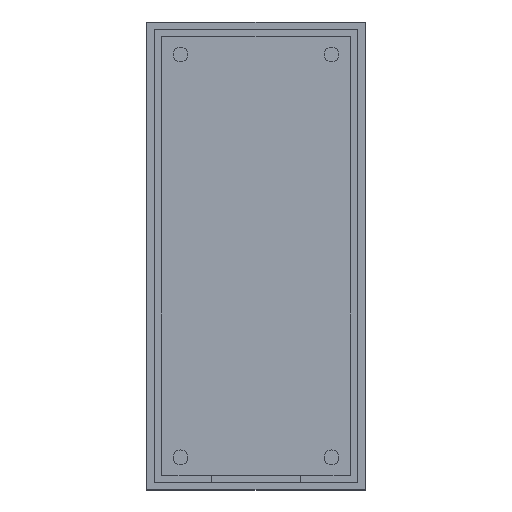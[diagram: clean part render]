
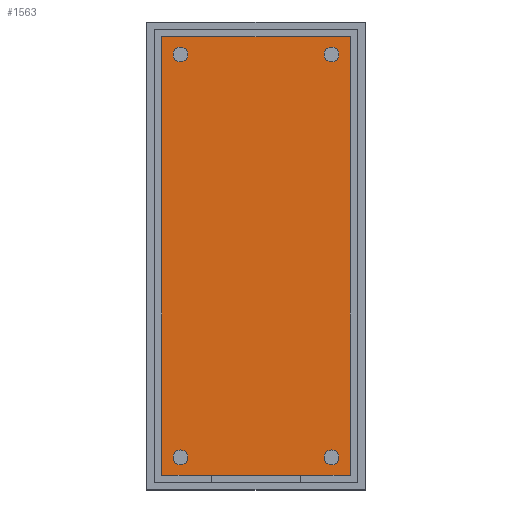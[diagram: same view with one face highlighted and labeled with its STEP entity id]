
A CAD part, top view. The second image highlights one B-rep face of the part: STEP entity #1563.
In plain terms, the highlighted planar face has unit normal (0, 0, 1).
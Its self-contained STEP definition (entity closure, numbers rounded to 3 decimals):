
#1093 = PLANE('',#1094);
#1094 = AXIS2_PLACEMENT_3D('',#1095,#1096,#1097);
#1095 = CARTESIAN_POINT('',(-9.5,-22.1,0.));
#1096 = DIRECTION('',(0.,-1.,0.));
#1097 = DIRECTION('',(1.,0.,0.));
#1121 = PLANE('',#1122);
#1122 = AXIS2_PLACEMENT_3D('',#1123,#1124,#1125);
#1123 = CARTESIAN_POINT('',(-9.5,22.1,0.));
#1124 = DIRECTION('',(-1.,0.,0.));
#1125 = DIRECTION('',(0.,-1.,0.));
#1149 = PLANE('',#1150);
#1150 = AXIS2_PLACEMENT_3D('',#1151,#1152,#1153);
#1151 = CARTESIAN_POINT('',(9.5,22.1,0.));
#1152 = DIRECTION('',(0.,1.,0.));
#1153 = DIRECTION('',(-1.,0.,0.));
#1177 = PLANE('',#1178);
#1178 = AXIS2_PLACEMENT_3D('',#1179,#1180,#1181);
#1179 = CARTESIAN_POINT('',(9.5,-22.1,0.));
#1180 = DIRECTION('',(1.,0.,0.));
#1181 = DIRECTION('',(0.,1.,0.));
#1364 = VERTEX_POINT('',#1365);
#1365 = CARTESIAN_POINT('',(-9.5,-22.1,-2.));
#1386 = EDGE_CURVE('',#1364,#1387,#1389,.T.);
#1387 = VERTEX_POINT('',#1388);
#1388 = CARTESIAN_POINT('',(9.5,-22.1,-2.));
#1389 = SURFACE_CURVE('',#1390,(#1394,#1401),.PCURVE_S1.);
#1390 = LINE('',#1391,#1392);
#1391 = CARTESIAN_POINT('',(-9.5,-22.1,-2.));
#1392 = VECTOR('',#1393,1.);
#1393 = DIRECTION('',(1.,0.,0.));
#1394 = PCURVE('',#1093,#1395);
#1395 = DEFINITIONAL_REPRESENTATION('',(#1396),#1400);
#1396 = LINE('',#1397,#1398);
#1397 = CARTESIAN_POINT('',(0.,-2.));
#1398 = VECTOR('',#1399,1.);
#1399 = DIRECTION('',(1.,0.));
#1400 = ( GEOMETRIC_REPRESENTATION_CONTEXT(2) 
PARAMETRIC_REPRESENTATION_CONTEXT() REPRESENTATION_CONTEXT('2D SPACE',''
  ) );
#1401 = PCURVE('',#1402,#1407);
#1402 = PLANE('',#1403);
#1403 = AXIS2_PLACEMENT_3D('',#1404,#1405,#1406);
#1404 = CARTESIAN_POINT('',(0.,0.,-2.));
#1405 = DIRECTION('',(0.,0.,1.));
#1406 = DIRECTION('',(1.,0.,0.));
#1407 = DEFINITIONAL_REPRESENTATION('',(#1408),#1412);
#1408 = LINE('',#1409,#1410);
#1409 = CARTESIAN_POINT('',(-9.5,-22.1));
#1410 = VECTOR('',#1411,1.);
#1411 = DIRECTION('',(1.,0.));
#1412 = ( GEOMETRIC_REPRESENTATION_CONTEXT(2) 
PARAMETRIC_REPRESENTATION_CONTEXT() REPRESENTATION_CONTEXT('2D SPACE',''
  ) );
#1443 = EDGE_CURVE('',#1387,#1444,#1446,.T.);
#1444 = VERTEX_POINT('',#1445);
#1445 = CARTESIAN_POINT('',(9.5,22.1,-2.));
#1446 = SURFACE_CURVE('',#1447,(#1451,#1458),.PCURVE_S1.);
#1447 = LINE('',#1448,#1449);
#1448 = CARTESIAN_POINT('',(9.5,-22.1,-2.));
#1449 = VECTOR('',#1450,1.);
#1450 = DIRECTION('',(0.,1.,0.));
#1451 = PCURVE('',#1177,#1452);
#1452 = DEFINITIONAL_REPRESENTATION('',(#1453),#1457);
#1453 = LINE('',#1454,#1455);
#1454 = CARTESIAN_POINT('',(0.,-2.));
#1455 = VECTOR('',#1456,1.);
#1456 = DIRECTION('',(1.,0.));
#1457 = ( GEOMETRIC_REPRESENTATION_CONTEXT(2) 
PARAMETRIC_REPRESENTATION_CONTEXT() REPRESENTATION_CONTEXT('2D SPACE',''
  ) );
#1458 = PCURVE('',#1402,#1459);
#1459 = DEFINITIONAL_REPRESENTATION('',(#1460),#1464);
#1460 = LINE('',#1461,#1462);
#1461 = CARTESIAN_POINT('',(9.5,-22.1));
#1462 = VECTOR('',#1463,1.);
#1463 = DIRECTION('',(0.,1.));
#1464 = ( GEOMETRIC_REPRESENTATION_CONTEXT(2) 
PARAMETRIC_REPRESENTATION_CONTEXT() REPRESENTATION_CONTEXT('2D SPACE',''
  ) );
#1492 = EDGE_CURVE('',#1444,#1493,#1495,.T.);
#1493 = VERTEX_POINT('',#1494);
#1494 = CARTESIAN_POINT('',(-9.5,22.1,-2.));
#1495 = SURFACE_CURVE('',#1496,(#1500,#1507),.PCURVE_S1.);
#1496 = LINE('',#1497,#1498);
#1497 = CARTESIAN_POINT('',(9.5,22.1,-2.));
#1498 = VECTOR('',#1499,1.);
#1499 = DIRECTION('',(-1.,0.,0.));
#1500 = PCURVE('',#1149,#1501);
#1501 = DEFINITIONAL_REPRESENTATION('',(#1502),#1506);
#1502 = LINE('',#1503,#1504);
#1503 = CARTESIAN_POINT('',(0.,-2.));
#1504 = VECTOR('',#1505,1.);
#1505 = DIRECTION('',(1.,0.));
#1506 = ( GEOMETRIC_REPRESENTATION_CONTEXT(2) 
PARAMETRIC_REPRESENTATION_CONTEXT() REPRESENTATION_CONTEXT('2D SPACE',''
  ) );
#1507 = PCURVE('',#1402,#1508);
#1508 = DEFINITIONAL_REPRESENTATION('',(#1509),#1513);
#1509 = LINE('',#1510,#1511);
#1510 = CARTESIAN_POINT('',(9.5,22.1));
#1511 = VECTOR('',#1512,1.);
#1512 = DIRECTION('',(-1.,0.));
#1513 = ( GEOMETRIC_REPRESENTATION_CONTEXT(2) 
PARAMETRIC_REPRESENTATION_CONTEXT() REPRESENTATION_CONTEXT('2D SPACE',''
  ) );
#1541 = EDGE_CURVE('',#1493,#1364,#1542,.T.);
#1542 = SURFACE_CURVE('',#1543,(#1547,#1554),.PCURVE_S1.);
#1543 = LINE('',#1544,#1545);
#1544 = CARTESIAN_POINT('',(-9.5,22.1,-2.));
#1545 = VECTOR('',#1546,1.);
#1546 = DIRECTION('',(0.,-1.,0.));
#1547 = PCURVE('',#1121,#1548);
#1548 = DEFINITIONAL_REPRESENTATION('',(#1549),#1553);
#1549 = LINE('',#1550,#1551);
#1550 = CARTESIAN_POINT('',(0.,-2.));
#1551 = VECTOR('',#1552,1.);
#1552 = DIRECTION('',(1.,0.));
#1553 = ( GEOMETRIC_REPRESENTATION_CONTEXT(2) 
PARAMETRIC_REPRESENTATION_CONTEXT() REPRESENTATION_CONTEXT('2D SPACE',''
  ) );
#1554 = PCURVE('',#1402,#1555);
#1555 = DEFINITIONAL_REPRESENTATION('',(#1556),#1560);
#1556 = LINE('',#1557,#1558);
#1557 = CARTESIAN_POINT('',(-9.5,22.1));
#1558 = VECTOR('',#1559,1.);
#1559 = DIRECTION('',(0.,-1.));
#1560 = ( GEOMETRIC_REPRESENTATION_CONTEXT(2) 
PARAMETRIC_REPRESENTATION_CONTEXT() REPRESENTATION_CONTEXT('2D SPACE',''
  ) );
#1563 = ADVANCED_FACE('',(#1564,#1570,#1601,#1632,#1663),#1402,.T.);
#1564 = FACE_BOUND('',#1565,.T.);
#1565 = EDGE_LOOP('',(#1566,#1567,#1568,#1569));
#1566 = ORIENTED_EDGE('',*,*,#1386,.T.);
#1567 = ORIENTED_EDGE('',*,*,#1443,.T.);
#1568 = ORIENTED_EDGE('',*,*,#1492,.T.);
#1569 = ORIENTED_EDGE('',*,*,#1541,.T.);
#1570 = FACE_BOUND('',#1571,.T.);
#1571 = EDGE_LOOP('',(#1572));
#1572 = ORIENTED_EDGE('',*,*,#1573,.F.);
#1573 = EDGE_CURVE('',#1574,#1574,#1576,.T.);
#1574 = VERTEX_POINT('',#1575);
#1575 = CARTESIAN_POINT('',(8.37,-20.32,-2.));
#1576 = SURFACE_CURVE('',#1577,(#1582,#1589),.PCURVE_S1.);
#1577 = CIRCLE('',#1578,0.75);
#1578 = AXIS2_PLACEMENT_3D('',#1579,#1580,#1581);
#1579 = CARTESIAN_POINT('',(7.62,-20.32,-2.));
#1580 = DIRECTION('',(0.,0.,1.));
#1581 = DIRECTION('',(1.,0.,0.));
#1582 = PCURVE('',#1402,#1583);
#1583 = DEFINITIONAL_REPRESENTATION('',(#1584),#1588);
#1584 = CIRCLE('',#1585,0.75);
#1585 = AXIS2_PLACEMENT_2D('',#1586,#1587);
#1586 = CARTESIAN_POINT('',(7.62,-20.32));
#1587 = DIRECTION('',(1.,0.));
#1588 = ( GEOMETRIC_REPRESENTATION_CONTEXT(2) 
PARAMETRIC_REPRESENTATION_CONTEXT() REPRESENTATION_CONTEXT('2D SPACE',''
  ) );
#1589 = PCURVE('',#1590,#1595);
#1590 = CYLINDRICAL_SURFACE('',#1591,0.75);
#1591 = AXIS2_PLACEMENT_3D('',#1592,#1593,#1594);
#1592 = CARTESIAN_POINT('',(7.62,-20.32,-2.));
#1593 = DIRECTION('',(0.,0.,-1.));
#1594 = DIRECTION('',(1.,0.,0.));
#1595 = DEFINITIONAL_REPRESENTATION('',(#1596),#1600);
#1596 = LINE('',#1597,#1598);
#1597 = CARTESIAN_POINT('',(0.,0.));
#1598 = VECTOR('',#1599,1.);
#1599 = DIRECTION('',(-1.,0.));
#1600 = ( GEOMETRIC_REPRESENTATION_CONTEXT(2) 
PARAMETRIC_REPRESENTATION_CONTEXT() REPRESENTATION_CONTEXT('2D SPACE',''
  ) );
#1601 = FACE_BOUND('',#1602,.T.);
#1602 = EDGE_LOOP('',(#1603));
#1603 = ORIENTED_EDGE('',*,*,#1604,.F.);
#1604 = EDGE_CURVE('',#1605,#1605,#1607,.T.);
#1605 = VERTEX_POINT('',#1606);
#1606 = CARTESIAN_POINT('',(-6.87,-20.32,-2.));
#1607 = SURFACE_CURVE('',#1608,(#1613,#1620),.PCURVE_S1.);
#1608 = CIRCLE('',#1609,0.75);
#1609 = AXIS2_PLACEMENT_3D('',#1610,#1611,#1612);
#1610 = CARTESIAN_POINT('',(-7.62,-20.32,-2.));
#1611 = DIRECTION('',(0.,0.,1.));
#1612 = DIRECTION('',(1.,0.,0.));
#1613 = PCURVE('',#1402,#1614);
#1614 = DEFINITIONAL_REPRESENTATION('',(#1615),#1619);
#1615 = CIRCLE('',#1616,0.75);
#1616 = AXIS2_PLACEMENT_2D('',#1617,#1618);
#1617 = CARTESIAN_POINT('',(-7.62,-20.32));
#1618 = DIRECTION('',(1.,0.));
#1619 = ( GEOMETRIC_REPRESENTATION_CONTEXT(2) 
PARAMETRIC_REPRESENTATION_CONTEXT() REPRESENTATION_CONTEXT('2D SPACE',''
  ) );
#1620 = PCURVE('',#1621,#1626);
#1621 = CYLINDRICAL_SURFACE('',#1622,0.75);
#1622 = AXIS2_PLACEMENT_3D('',#1623,#1624,#1625);
#1623 = CARTESIAN_POINT('',(-7.62,-20.32,-2.));
#1624 = DIRECTION('',(0.,0.,-1.));
#1625 = DIRECTION('',(1.,0.,0.));
#1626 = DEFINITIONAL_REPRESENTATION('',(#1627),#1631);
#1627 = LINE('',#1628,#1629);
#1628 = CARTESIAN_POINT('',(0.,0.));
#1629 = VECTOR('',#1630,1.);
#1630 = DIRECTION('',(-1.,0.));
#1631 = ( GEOMETRIC_REPRESENTATION_CONTEXT(2) 
PARAMETRIC_REPRESENTATION_CONTEXT() REPRESENTATION_CONTEXT('2D SPACE',''
  ) );
#1632 = FACE_BOUND('',#1633,.T.);
#1633 = EDGE_LOOP('',(#1634));
#1634 = ORIENTED_EDGE('',*,*,#1635,.F.);
#1635 = EDGE_CURVE('',#1636,#1636,#1638,.T.);
#1636 = VERTEX_POINT('',#1637);
#1637 = CARTESIAN_POINT('',(-6.87,20.32,-2.));
#1638 = SURFACE_CURVE('',#1639,(#1644,#1651),.PCURVE_S1.);
#1639 = CIRCLE('',#1640,0.75);
#1640 = AXIS2_PLACEMENT_3D('',#1641,#1642,#1643);
#1641 = CARTESIAN_POINT('',(-7.62,20.32,-2.));
#1642 = DIRECTION('',(0.,0.,1.));
#1643 = DIRECTION('',(1.,0.,0.));
#1644 = PCURVE('',#1402,#1645);
#1645 = DEFINITIONAL_REPRESENTATION('',(#1646),#1650);
#1646 = CIRCLE('',#1647,0.75);
#1647 = AXIS2_PLACEMENT_2D('',#1648,#1649);
#1648 = CARTESIAN_POINT('',(-7.62,20.32));
#1649 = DIRECTION('',(1.,0.));
#1650 = ( GEOMETRIC_REPRESENTATION_CONTEXT(2) 
PARAMETRIC_REPRESENTATION_CONTEXT() REPRESENTATION_CONTEXT('2D SPACE',''
  ) );
#1651 = PCURVE('',#1652,#1657);
#1652 = CYLINDRICAL_SURFACE('',#1653,0.75);
#1653 = AXIS2_PLACEMENT_3D('',#1654,#1655,#1656);
#1654 = CARTESIAN_POINT('',(-7.62,20.32,-2.));
#1655 = DIRECTION('',(0.,0.,-1.));
#1656 = DIRECTION('',(1.,0.,0.));
#1657 = DEFINITIONAL_REPRESENTATION('',(#1658),#1662);
#1658 = LINE('',#1659,#1660);
#1659 = CARTESIAN_POINT('',(0.,0.));
#1660 = VECTOR('',#1661,1.);
#1661 = DIRECTION('',(-1.,0.));
#1662 = ( GEOMETRIC_REPRESENTATION_CONTEXT(2) 
PARAMETRIC_REPRESENTATION_CONTEXT() REPRESENTATION_CONTEXT('2D SPACE',''
  ) );
#1663 = FACE_BOUND('',#1664,.T.);
#1664 = EDGE_LOOP('',(#1665));
#1665 = ORIENTED_EDGE('',*,*,#1666,.F.);
#1666 = EDGE_CURVE('',#1667,#1667,#1669,.T.);
#1667 = VERTEX_POINT('',#1668);
#1668 = CARTESIAN_POINT('',(8.37,20.32,-2.));
#1669 = SURFACE_CURVE('',#1670,(#1675,#1682),.PCURVE_S1.);
#1670 = CIRCLE('',#1671,0.75);
#1671 = AXIS2_PLACEMENT_3D('',#1672,#1673,#1674);
#1672 = CARTESIAN_POINT('',(7.62,20.32,-2.));
#1673 = DIRECTION('',(0.,0.,1.));
#1674 = DIRECTION('',(1.,0.,0.));
#1675 = PCURVE('',#1402,#1676);
#1676 = DEFINITIONAL_REPRESENTATION('',(#1677),#1681);
#1677 = CIRCLE('',#1678,0.75);
#1678 = AXIS2_PLACEMENT_2D('',#1679,#1680);
#1679 = CARTESIAN_POINT('',(7.62,20.32));
#1680 = DIRECTION('',(1.,0.));
#1681 = ( GEOMETRIC_REPRESENTATION_CONTEXT(2) 
PARAMETRIC_REPRESENTATION_CONTEXT() REPRESENTATION_CONTEXT('2D SPACE',''
  ) );
#1682 = PCURVE('',#1683,#1688);
#1683 = CYLINDRICAL_SURFACE('',#1684,0.75);
#1684 = AXIS2_PLACEMENT_3D('',#1685,#1686,#1687);
#1685 = CARTESIAN_POINT('',(7.62,20.32,-2.));
#1686 = DIRECTION('',(0.,0.,-1.));
#1687 = DIRECTION('',(1.,0.,0.));
#1688 = DEFINITIONAL_REPRESENTATION('',(#1689),#1693);
#1689 = LINE('',#1690,#1691);
#1690 = CARTESIAN_POINT('',(0.,0.));
#1691 = VECTOR('',#1692,1.);
#1692 = DIRECTION('',(-1.,0.));
#1693 = ( GEOMETRIC_REPRESENTATION_CONTEXT(2) 
PARAMETRIC_REPRESENTATION_CONTEXT() REPRESENTATION_CONTEXT('2D SPACE',''
  ) );
